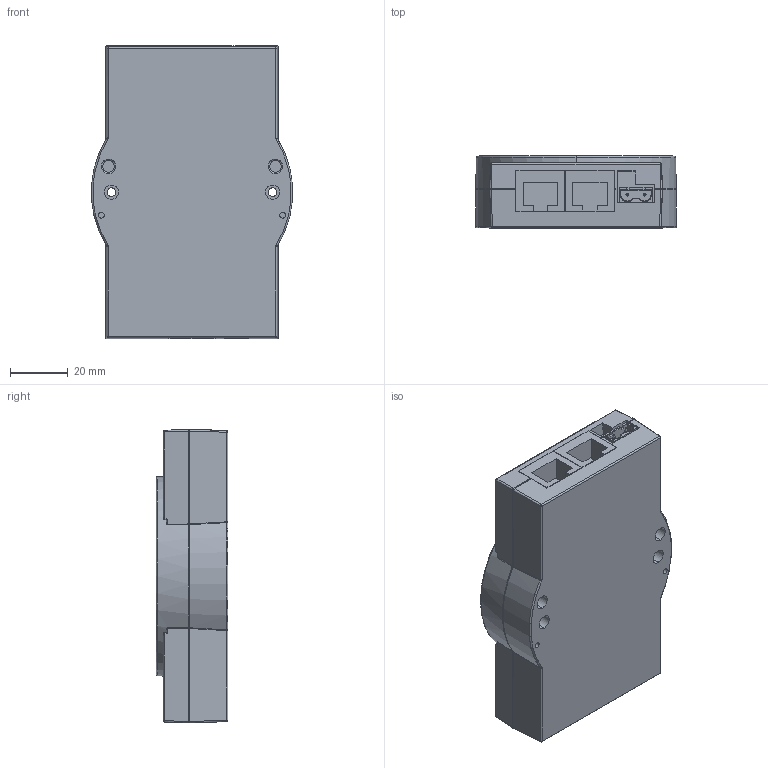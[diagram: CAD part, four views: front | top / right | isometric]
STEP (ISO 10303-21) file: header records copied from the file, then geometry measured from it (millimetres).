
FILE_DESCRIPTION (( 'STEP AP214' ), '1' );
FILE_NAME ('ADAM-4570L_STEP.STEP', '2024-02-22T06:36:26', ( '' ), ( '' ), 'SwSTEP 2.0', 'SolidWorks 2022', '' );
FILE_SCHEMA (( 'AUTOMOTIVE_DESIGN' ));
Length unit declared in the file: millimetre
Products named in the file (1): ADAM-4570L_STEP
Bounding box: 69.79 x 25 x 102.17 mm (x, y, z)
Volume: 144243.6 mm3; surface area: 24465.6 mm2
Topology: 1 solids, 1 shells, 2021 faces, 5421 edges, 3565 vertices
Faces by surface type: plane 1112, bspline 765, cylinder 87, torus 40, sphere 12, cone 5
Entity records: 116102 total; most frequent: CARTESIAN_POINT 51429, ORIENTED_EDGE 10802, DIRECTION 6582, EDGE_CURVE 5401, LINE 3574, VECTOR 3574, VERTEX_POINT 3565, EDGE_LOOP 2208
